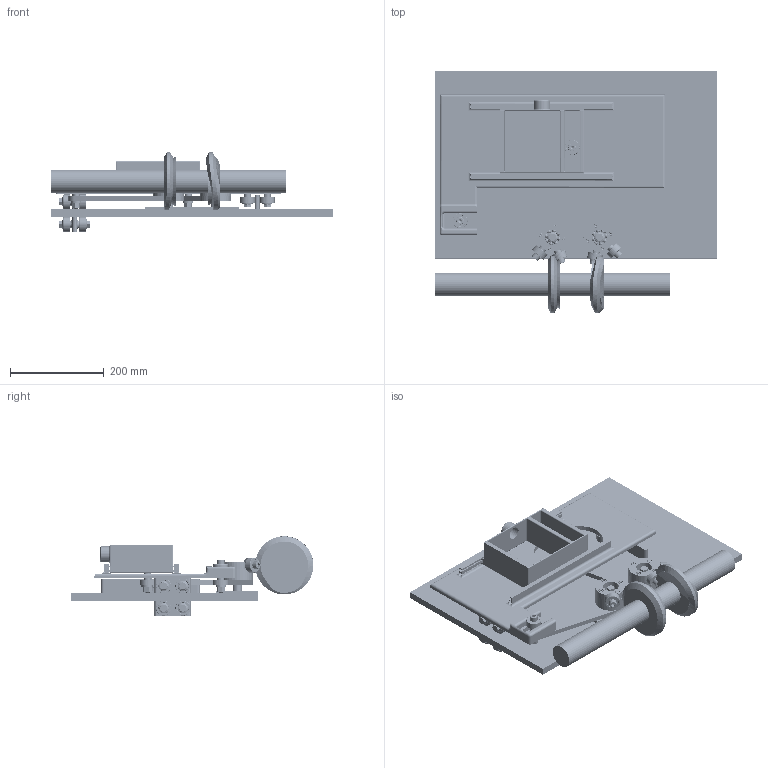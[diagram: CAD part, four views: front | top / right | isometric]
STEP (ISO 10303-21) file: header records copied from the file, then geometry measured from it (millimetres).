
FILE_DESCRIPTION (( 'STEP AP203' ), '1' );
FILE_NAME ('assemblageEmballage.STEP', '2024-05-02T12:18:23', ( '' ), ( '' ), 'SwSTEP 2.0', 'SolidWorks 2023', '' );
FILE_SCHEMA (( 'CONFIG_CONTROL_DESIGN' ));
Length unit declared in the file: millimetre
Products named in the file (28): angular contact ball bearing_68_skf_SKF - 7302 BE - 8,DE,NC,8_68; Hexagon socket head cap screw DIN 912 - M10x1.25 x 25_DIN 912 M10x1.25 x 60 --- 32C; final chocolate holder part 1_Défaut; Hexagon flange bolt DIN 6921 - M10 x 20_DIN 6921 - M10 x 20 x 20-C; Hexagon socket head cap screw DIN 6912 - M5 x 12_DIN 6912 - M5 x 16 --- 11.8C; Middle piece_Défaut; system holder_Défaut; skf_cam_roller_305800_c-2z_0_03; bearings holder-mini_Défaut; skf_cam_roller_305800_c-2z_0_02; skf_cam_roller_305800_c-2z_0_06; Hexagon socket head cap screw DIN 6912 - M5 x 12_DIN 6912 - M5 x 20 --- 15.8C; Came1_Défaut; piece avec 2 galets_Défaut; skf_cam_roller_305800_c-2z_0_04; Hexagon socket head cap screw DIN 912 - M10x1.25 x 25_DIN 912 M10x1.25 x 30 --- 30C; handle bar_Défaut; skf_cam_roller_305800_c-2z_0_01; Hexagon nut DIN 6331 - M10_DIN 6331-M10-C; cam2_Défaut; final chocolate holder part 2_Défaut; assemb 1.2_Défaut; assemblageEmballage; skf_cam_roller_305800_c-2z_0; cam cylinder_Défaut; Assem1_Défaut; bearings holder mini ( galets )_Défaut; skf_cam_roller_305800_c-2z_0_05
Assembly tree (84 placements, depth 4):
  assemblageEmballage
    Assem1_Défaut
      handle bar_Défaut
      Middle piece_Défaut
      piece avec 2 galets_Défaut
      Hexagon socket head cap screw DIN 6912 - M5 x 12_DIN 6912 - M5 x 20 --- 15.8C  x4
      skf_cam_roller_305800_c-2z_0  x3
        skf_cam_roller_305800_c-2z_0_01
        skf_cam_roller_305800_c-2z_0_02
        skf_cam_roller_305800_c-2z_0_03
        skf_cam_roller_305800_c-2z_0_04
        skf_cam_roller_305800_c-2z_0_05
        skf_cam_roller_305800_c-2z_0_06
      Hexagon socket head cap screw DIN 912 - M10x1.25 x 25_DIN 912 M10x1.25 x 30 --- 30C  x2
      Hexagon socket head cap screw DIN 912 - M10x1.25 x 25_DIN 912 M10x1.25 x 60 --- 32C
      bearings holder-mini_Défaut
      Hexagon nut DIN 6331 - M10_DIN 6331-M10-C
      Hexagon socket head cap screw DIN 6912 - M5 x 12_DIN 6912 - M5 x 16 --- 11.8C  x4
      angular contact ball bearing_68_skf_SKF - 7302 BE - 8,DE,NC,8_68  x2
      bearings holder mini ( galets )_Défaut  x2
    assemb 1.2_Défaut
      handle bar_Défaut
      Middle piece_Défaut
      piece avec 2 galets_Défaut
      skf_cam_roller_305800_c-2z_0  x3
        skf_cam_roller_305800_c-2z_0_01
        skf_cam_roller_305800_c-2z_0_02
        skf_cam_roller_305800_c-2z_0_03
        skf_cam_roller_305800_c-2z_0_04
        skf_cam_roller_305800_c-2z_0_05
        skf_cam_roller_305800_c-2z_0_06
      Hexagon socket head cap screw DIN 6912 - M5 x 12_DIN 6912 - M5 x 20 --- 15.8C  x4
      Hexagon socket head cap screw DIN 912 - M10x1.25 x 25_DIN 912 M10x1.25 x 30 --- 30C
      Hexagon socket head cap screw DIN 912 - M10x1.25 x 25_DIN 912 M10x1.25 x 60 --- 32C
      Hexagon nut DIN 6331 - M10_DIN 6331-M10-C
      bearings holder-mini_Défaut
      angular contact ball bearing_68_skf_SKF - 7302 BE - 8,DE,NC,8_68  x2
      Hexagon socket head cap screw DIN 6912 - M5 x 12_DIN 6912 - M5 x 16 --- 11.8C  x4
      bearings holder mini ( galets )_Défaut  x2
    system holder_Défaut
    Hexagon flange bolt DIN 6921 - M10 x 20_DIN 6921 - M10 x 20 x 20-C  x12
    Came1_Défaut
    cam2_Défaut
    cam cylinder_Défaut
    Hexagon socket head cap screw DIN 912 - M10x1.25 x 25_DIN 912 M10x1.25 x 30 --- 30C
    final chocolate holder part 1_Défaut
    skf_cam_roller_305800_c-2z_0  x12
      skf_cam_roller_305800_c-2z_0_01
      skf_cam_roller_305800_c-2z_0_02
      skf_cam_roller_305800_c-2z_0_03
      skf_cam_roller_305800_c-2z_0_04
      skf_cam_roller_305800_c-2z_0_05
      skf_cam_roller_305800_c-2z_0_06
    final chocolate holder part 2_Défaut
Bounding box: 600 x 516.85 x 169.49 mm (x, y, z)
Volume: 7191270.3 mm3; surface area: 1398748.7 mm2
Topology: 166 solids, 166 shells, 2837 faces, 6584 edges, 4093 vertices
Faces by surface type: plane 864, torus 683, cylinder 564, sphere 323, cone 312, bspline 91
Full cylindrical faces by diameter (mm): 2.5 x16, 4.2 x8, 5 x16, 5.5 x16, 8.5 x36, 10 x58, 11 x8, 12.238 x16, 15 x16, 15.8 x72, 16 x6, 16.4 x36, 16.43 x18, 20 x2, 20.45 x4, 22 x2, 22.04 x18, 24.45 x4, 25 x72, 27 x1, 32.55 x4, 33.333 x6, 35 x1, 36.55 x4, 40 x4, 42 x4, 50 x3, 66.667 x2, 123 x1, 124 x1
Entity records: 34939 total; most frequent: CARTESIAN_POINT 16723, DIRECTION 2913, ORIENTED_EDGE 2416, AXIS2_PLACEMENT_3D 1224, EDGE_CURVE 1208, EDGE_LOOP 1024, VERTEX_POINT 870, FACE_OUTER_BOUND 799
